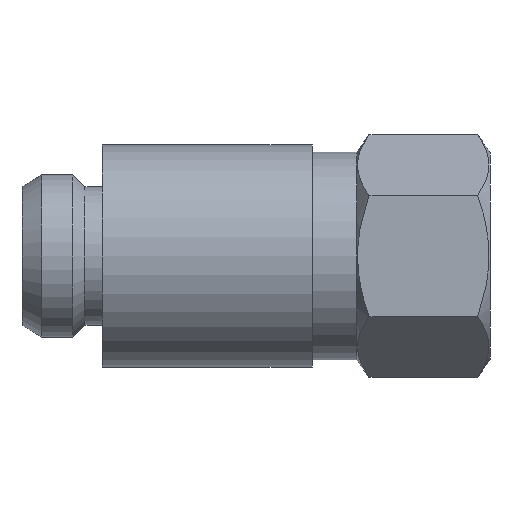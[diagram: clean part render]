
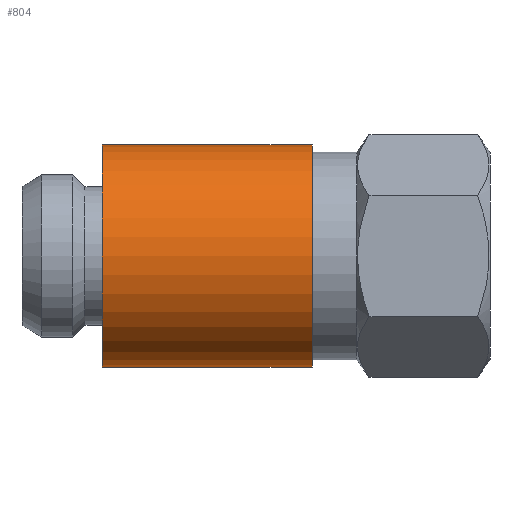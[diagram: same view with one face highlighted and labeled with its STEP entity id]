
A CAD part, front view. The second image highlights one B-rep face of the part: STEP entity #804.
In plain terms, the highlighted cylindrical face has radius 9 mm (diameter 18 mm), a full revolution.
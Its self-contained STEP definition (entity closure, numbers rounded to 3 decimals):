
#20=B_SPLINE_CURVE_WITH_KNOTS('',3,(#1107,#1108,#1109,#1110,#1111,#1112,
#1113,#1114,#1115,#1116,#1117,#1118,#1119,#1120,#1121,#1122,#1123,#1124,
#1125),.UNSPECIFIED.,.T.,.F.,(1,1,1,1,1,1,1,1,1,1,1,1,1,1,1,1,1,1,1,1,1,
1,1),(-0.007,-0.005,-0.002,0.,0.002,
0.005,0.007,0.01,0.012,
0.015,0.017,0.019,0.022,
0.024,0.027,0.029,0.031,
0.034,0.036,0.039,0.041,
0.044,0.046),.UNSPECIFIED.);
#48=CYLINDRICAL_SURFACE('',#861,9.);
#110=ORIENTED_EDGE('',*,*,#225,.T.);
#111=ORIENTED_EDGE('',*,*,#226,.F.);
#112=ORIENTED_EDGE('',*,*,#227,.F.);
#225=EDGE_CURVE('',#287,#287,#336,.T.);
#226=EDGE_CURVE('',#288,#288,#20,.T.);
#227=EDGE_CURVE('',#289,#289,#337,.T.);
#287=VERTEX_POINT('',#1106);
#288=VERTEX_POINT('',#1126);
#289=VERTEX_POINT('',#1128);
#336=CIRCLE('',#862,9.);
#337=CIRCLE('',#863,9.);
#375=EDGE_LOOP('',(#110));
#376=EDGE_LOOP('',(#111));
#377=EDGE_LOOP('',(#112));
#443=FACE_BOUND('',#375,.T.);
#444=FACE_BOUND('',#376,.T.);
#445=FACE_BOUND('',#377,.T.);
#804=ADVANCED_FACE('',(#443,#444,#445),#48,.T.);
#861=AXIS2_PLACEMENT_3D('',#1104,#957,#958);
#862=AXIS2_PLACEMENT_3D('',#1105,#959,#960);
#863=AXIS2_PLACEMENT_3D('',#1127,#961,#962);
#957=DIRECTION('',(-1.,0.,0.));
#958=DIRECTION('',(0.,0.,-1.));
#959=DIRECTION('',(1.,0.,0.));
#960=DIRECTION('',(0.,0.,-1.));
#961=DIRECTION('',(1.,0.,0.));
#962=DIRECTION('',(0.,0.,-1.));
#1104=CARTESIAN_POINT('',(9.8,0.,0.));
#1105=CARTESIAN_POINT('',(-8.5,0.,0.));
#1106=CARTESIAN_POINT('',(-8.5,0.,-9.));
#1107=CARTESIAN_POINT('',(-2.431,7.034,5.654));
#1108=CARTESIAN_POINT('',(0.004,6.546,6.172));
#1109=CARTESIAN_POINT('',(2.416,7.03,5.659));
#1110=CARTESIAN_POINT('',(4.319,7.943,4.365));
#1111=CARTESIAN_POINT('',(5.647,8.76,2.452));
#1112=CARTESIAN_POINT('',(6.171,9.116,0.035));
#1113=CARTESIAN_POINT('',(5.67,8.774,-2.409));
#1114=CARTESIAN_POINT('',(4.341,7.956,-4.343));
#1115=CARTESIAN_POINT('',(2.456,7.044,-5.642));
#1116=CARTESIAN_POINT('',(0.029,6.546,-6.172));
#1117=CARTESIAN_POINT('',(-2.396,7.021,-5.669));
#1118=CARTESIAN_POINT('',(-4.313,7.939,-4.373));
#1119=CARTESIAN_POINT('',(-5.648,8.76,-2.454));
#1120=CARTESIAN_POINT('',(-6.171,9.117,-0.023));
#1121=CARTESIAN_POINT('',(-5.666,8.772,2.417));
#1122=CARTESIAN_POINT('',(-4.329,7.949,4.357));
#1123=CARTESIAN_POINT('',(-2.431,7.034,5.654));
#1124=CARTESIAN_POINT('',(0.004,6.546,6.172));
#1125=CARTESIAN_POINT('',(2.416,7.03,5.659));
#1126=CARTESIAN_POINT('',(0.,6.708,6.));
#1127=CARTESIAN_POINT('',(8.5,0.,0.));
#1128=CARTESIAN_POINT('',(8.5,0.,-9.));
